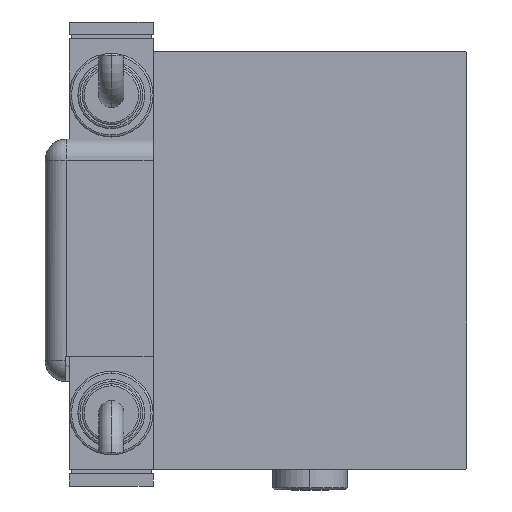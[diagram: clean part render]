
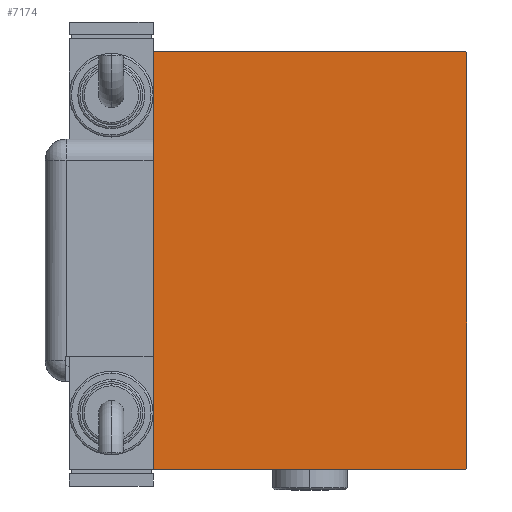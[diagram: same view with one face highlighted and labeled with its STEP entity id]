
A CAD part, left-side view. The second image highlights one B-rep face of the part: STEP entity #7174.
In plain terms, the highlighted face is planar.
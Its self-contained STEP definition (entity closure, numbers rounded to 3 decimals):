
#3714 = DIRECTION ( 'NONE',  ( 0., 1., 0. ) ) ;
#3779 = VECTOR ( 'NONE', #30987, 1000. ) ;
#4834 = EDGE_CURVE ( 'NONE', #22429, #38490, #17158, .T. ) ;
#7174 = ADVANCED_FACE ( 'NONE', ( #37959 ), #51939, .T. ) ;
#7836 = ORIENTED_EDGE ( 'NONE', *, *, #23792, .T. ) ;
#8061 = CARTESIAN_POINT ( 'NONE',  ( 123., 43.6, 43.6 ) ) ;
#9829 = ORIENTED_EDGE ( 'NONE', *, *, #46809, .T. ) ;
#10289 = CARTESIAN_POINT ( 'NONE',  ( 123., 0., 0. ) ) ;
#11450 = CARTESIAN_POINT ( 'NONE',  ( 123., 37.2, -50. ) ) ;
#12138 = LINE ( 'NONE', #30079, #3779 ) ;
#13208 = CARTESIAN_POINT ( 'NONE',  ( 123., -37.2, 50. ) ) ;
#13507 = ORIENTED_EDGE ( 'NONE', *, *, #4834, .T. ) ;
#13932 = ORIENTED_EDGE ( 'NONE', *, *, #38506, .T. ) ;
#15838 = VERTEX_POINT ( 'NONE', #33352 ) ;
#16572 = CARTESIAN_POINT ( 'NONE',  ( 123., 37.5, -49.7 ) ) ;
#17158 = LINE ( 'NONE', #8061, #45717 ) ;
#17452 = LINE ( 'NONE', #36013, #58909 ) ;
#18153 = DIRECTION ( 'NONE',  ( 0., 0.707, 0.707 ) ) ;
#18257 = CARTESIAN_POINT ( 'NONE',  ( 123., -37.5, -50. ) ) ;
#19409 = CARTESIAN_POINT ( 'NONE',  ( 123., -37.2, -50. ) ) ;
#21016 = VECTOR ( 'NONE', #54492, 1000. ) ;
#21060 = VECTOR ( 'NONE', #3714, 1000. ) ;
#21106 = EDGE_CURVE ( 'NONE', #44666, #57700, #57651, .T. ) ;
#22429 = VERTEX_POINT ( 'NONE', #56095 ) ;
#23792 = EDGE_CURVE ( 'NONE', #57700, #15838, #34696, .T. ) ;
#25406 = AXIS2_PLACEMENT_3D ( 'NONE', #10289, #28821, #47391 ) ;
#25864 = DIRECTION ( 'NONE',  ( 0., 0., -1. ) ) ;
#26584 = DIRECTION ( 'NONE',  ( 0., -0.707, 0.707 ) ) ;
#26636 = EDGE_LOOP ( 'NONE', ( #13932, #45852, #9829, #13507, #54243, #37340, #7836, #53183 ) ) ;
#27287 = CARTESIAN_POINT ( 'NONE',  ( 123., 43.6, -43.6 ) ) ;
#27311 = VERTEX_POINT ( 'NONE', #11450 ) ;
#27694 = CARTESIAN_POINT ( 'NONE',  ( 123., 37.2, 50. ) ) ;
#28821 = DIRECTION ( 'NONE',  ( 1., 0., 0. ) ) ;
#30079 = CARTESIAN_POINT ( 'NONE',  ( 123., 37.5, -50. ) ) ;
#30431 = CARTESIAN_POINT ( 'NONE',  ( 123., -37.5, 50. ) ) ;
#30987 = DIRECTION ( 'NONE',  ( 0., 0., 1. ) ) ;
#32382 = VERTEX_POINT ( 'NONE', #19409 ) ;
#32460 = LINE ( 'NONE', #27287, #47627 ) ;
#33292 = VECTOR ( 'NONE', #25864, 1000. ) ;
#33352 = CARTESIAN_POINT ( 'NONE',  ( 123., -37.5, -49.7 ) ) ;
#34696 = LINE ( 'NONE', #30431, #33292 ) ;
#36013 = CARTESIAN_POINT ( 'NONE',  ( 123., 37.5, 50. ) ) ;
#36524 = LINE ( 'NONE', #18257, #21060 ) ;
#37340 = ORIENTED_EDGE ( 'NONE', *, *, #21106, .T. ) ;
#37959 = FACE_OUTER_BOUND ( 'NONE', #26636, .T. ) ;
#38490 = VERTEX_POINT ( 'NONE', #27694 ) ;
#38506 = EDGE_CURVE ( 'NONE', #32382, #27311, #36524, .T. ) ;
#38706 = LINE ( 'NONE', #57273, #21016 ) ;
#40220 = EDGE_CURVE ( 'NONE', #38490, #44666, #17452, .T. ) ;
#40502 = EDGE_CURVE ( 'NONE', #15838, #32382, #38706, .T. ) ;
#43960 = CARTESIAN_POINT ( 'NONE',  ( 123., -43.6, 43.6 ) ) ;
#44443 = VERTEX_POINT ( 'NONE', #16572 ) ;
#44666 = VERTEX_POINT ( 'NONE', #13208 ) ;
#45717 = VECTOR ( 'NONE', #26584, 1000. ) ;
#45852 = ORIENTED_EDGE ( 'NONE', *, *, #58304, .T. ) ;
#46809 = EDGE_CURVE ( 'NONE', #44443, #22429, #12138, .T. ) ;
#47391 = DIRECTION ( 'NONE',  ( 0., 0., -1. ) ) ;
#47627 = VECTOR ( 'NONE', #18153, 1000. ) ;
#50301 = DIRECTION ( 'NONE',  ( 0., -1., 0. ) ) ;
#51939 = PLANE ( 'NONE',  #25406 ) ;
#52034 = CARTESIAN_POINT ( 'NONE',  ( 123., -37.5, 49.7 ) ) ;
#53068 = DIRECTION ( 'NONE',  ( 0., -0.707, -0.707 ) ) ;
#53183 = ORIENTED_EDGE ( 'NONE', *, *, #40502, .T. ) ;
#54243 = ORIENTED_EDGE ( 'NONE', *, *, #40220, .T. ) ;
#54492 = DIRECTION ( 'NONE',  ( 0., 0.707, -0.707 ) ) ;
#55770 = VECTOR ( 'NONE', #53068, 1000. ) ;
#56095 = CARTESIAN_POINT ( 'NONE',  ( 123., 37.5, 49.7 ) ) ;
#57273 = CARTESIAN_POINT ( 'NONE',  ( 123., -43.6, -43.6 ) ) ;
#57651 = LINE ( 'NONE', #43960, #55770 ) ;
#57700 = VERTEX_POINT ( 'NONE', #52034 ) ;
#58304 = EDGE_CURVE ( 'NONE', #27311, #44443, #32460, .T. ) ;
#58909 = VECTOR ( 'NONE', #50301, 1000. ) ;
